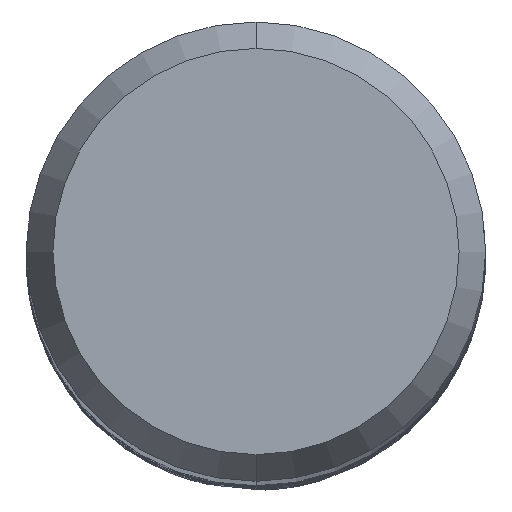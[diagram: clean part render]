
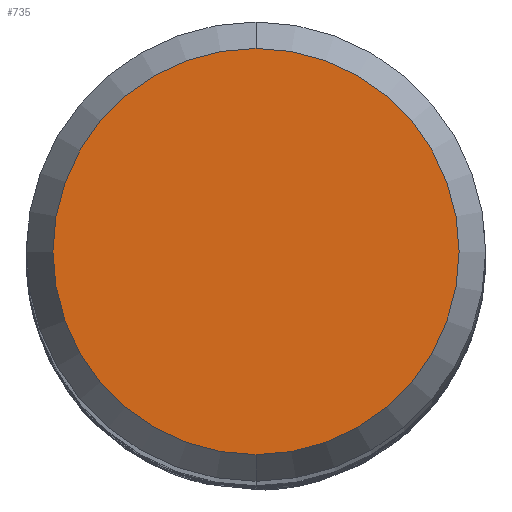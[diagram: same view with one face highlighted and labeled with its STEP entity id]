
A CAD part, top view. The second image highlights one B-rep face of the part: STEP entity #735.
In plain terms, the highlighted planar face has unit normal (0, 0, 1).
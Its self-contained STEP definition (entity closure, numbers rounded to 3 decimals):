
#703=VERTEX_POINT('',#1973);
#735=ADVANCED_FACE('',(#2007),#2008,.T.);
#1205=VERTEX_POINT('',#2515);
#1431=EDGE_CURVE('',#1205,#703,#2758,.T.);
#1783=EDGE_CURVE('',#703,#1205,#3152,.T.);
#1973=CARTESIAN_POINT('',(0.,-3.538,0.0));
#2007=FACE_OUTER_BOUND('',#4844,.T.);
#2008=PLANE('',#4845);
#2515=CARTESIAN_POINT('',(0.0,3.538,0.0));
#2758=CIRCLE('',#15510,3.538);
#3152=CIRCLE('',#21960,3.538);
#4844=EDGE_LOOP('',(#24913,#24914));
#4845=AXIS2_PLACEMENT_3D('',#24915,#24916,#24917);
#15510=AXIS2_PLACEMENT_3D('',#25574,#25575,#25576);
#21960=AXIS2_PLACEMENT_3D('',#26026,#26027,#26028);
#24913=ORIENTED_EDGE('',*,*,#1431,.F.);
#24914=ORIENTED_EDGE('',*,*,#1783,.F.);
#24915=CARTESIAN_POINT('',(0.0,1.769,0.0));
#24916=DIRECTION('',(-0.0,0.0,1.0));
#24917=DIRECTION('',(0.0,-1.0,0.0));
#25574=CARTESIAN_POINT('',(0.0,0.0,0.0));
#25575=DIRECTION('',(0.0,0.0,-1.0));
#25576=DIRECTION('',(0.0,1.0,0.0));
#26026=CARTESIAN_POINT('',(0.0,0.0,0.0));
#26027=DIRECTION('',(0.0,0.0,-1.0));
#26028=DIRECTION('',(0.0,1.0,0.0));
